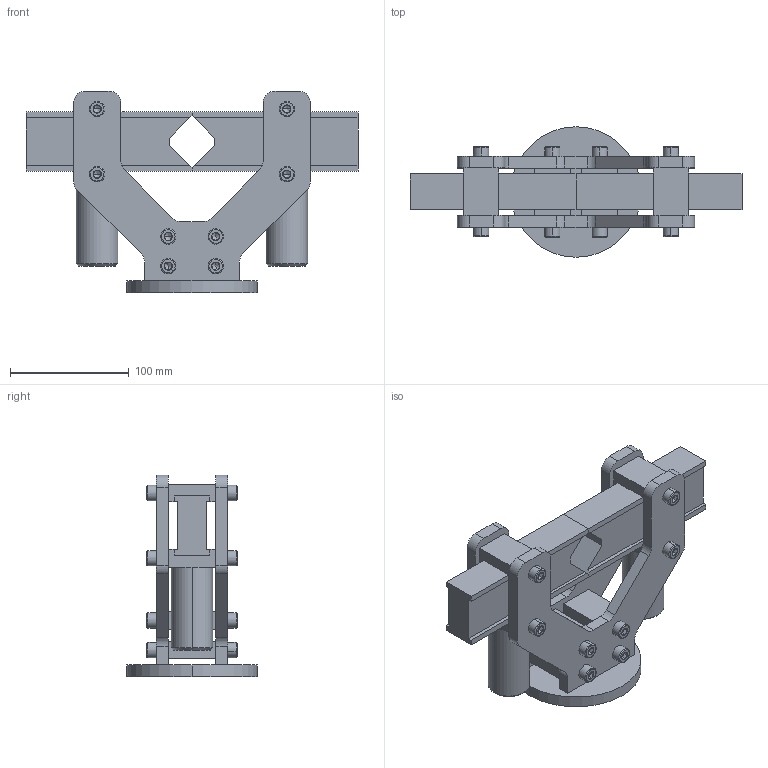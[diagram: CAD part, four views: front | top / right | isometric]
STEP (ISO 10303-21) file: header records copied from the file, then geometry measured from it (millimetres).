
FILE_DESCRIPTION (( 'STEP AP214' ), '1' );
FILE_NAME ('gripper_assy.STEP', '2016-08-31T08:37:14', ( '' ), ( '' ), 'SwSTEP 2.0', 'SolidWorks 2016', '' );
FILE_SCHEMA (( 'AUTOMOTIVE_DESIGN' ));
Length unit declared in the file: millimetre
Products named in the file (4): jis_b_1176_jis_b_1176__m_8_x_50_730lsg9af0p56c5y2gbr72ass; mainplate; finger; gripper_assy
Assembly tree (19 placements, depth 2):
  gripper_assy
    mainplate
    jis_b_1176_jis_b_1176__m_8_x_50_730lsg9af0p56c5y2gbr72ass  x16
    finger  x2
Bounding box: 280 x 110 x 170 mm (x, y, z)
Volume: 1040963.1 mm3; surface area: 239799.3 mm2
Topology: 30 solids, 30 shells, 788 faces, 1630 edges, 920 vertices
Faces by surface type: plane 402, bspline 224, cylinder 158, cone 4
Entity records: 7625 total; most frequent: CARTESIAN_POINT 1313, DIRECTION 1194, ORIENTED_EDGE 1120, EDGE_CURVE 560, AXIS2_PLACEMENT_3D 402, LINE 390, VECTOR 390, VERTEX_POINT 363
